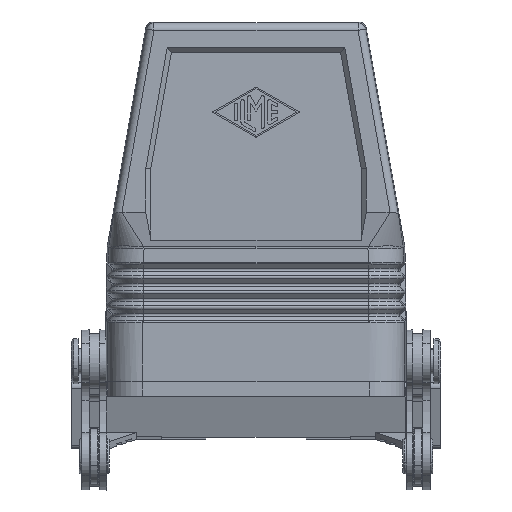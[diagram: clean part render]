
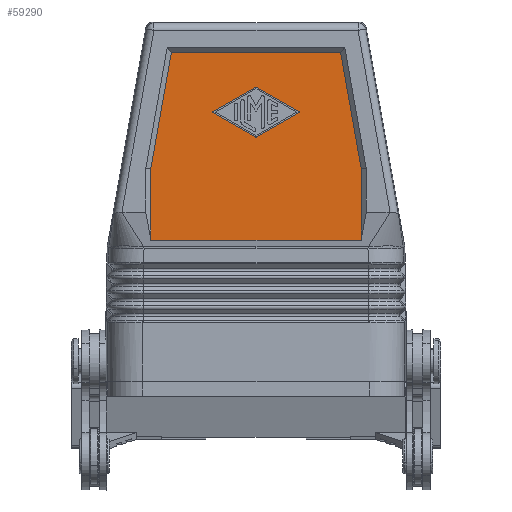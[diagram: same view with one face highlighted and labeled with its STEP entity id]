
A CAD part, left-side view. The second image highlights one B-rep face of the part: STEP entity #59290.
In plain terms, the highlighted planar face has unit normal (-1, 0, 0).
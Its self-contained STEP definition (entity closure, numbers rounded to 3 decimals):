
#58040=CARTESIAN_POINT('',(27.874,64.361,
44.579));
#58050=DIRECTION('',(1.,0.,0.));
#58060=DIRECTION('',(0.,1.,0.));
#58070=AXIS2_PLACEMENT_3D('',#58040,#58050,#58060);
#58080=PLANE('',#58070);
#58090=CARTESIAN_POINT('',(27.874,71.32,12.));
#58100=DIRECTION('',(0.,-0.,1.));
#58110=VECTOR('',#58100,1.);
#58120=LINE('',#58090,#58110);
#58130=CARTESIAN_POINT('',(27.874,71.32,
28.452));
#58140=VERTEX_POINT('',#58130);
#58150=CARTESIAN_POINT('',(27.874,71.32,
42.681));
#58160=VERTEX_POINT('',#58150);
#58170=EDGE_CURVE('',#58140,#58160,#58120,.T.);
#58180=ORIENTED_EDGE('',*,*,#58170,.F.);
#58190=CARTESIAN_POINT('',(27.874,76.73,12.));
#58200=DIRECTION('',(0.,-0.174,0.985));
#58210=VECTOR('',#58200,1.);
#58220=LINE('',#58190,#58210);
#58230=CARTESIAN_POINT('',(27.874,67.208,
66.));
#58240=VERTEX_POINT('',#58230);
#58250=EDGE_CURVE('',#58160,#58240,#58220,.T.);
#58260=ORIENTED_EDGE('',*,*,#58250,.F.);
#58270=CARTESIAN_POINT('',(27.874,0.,66.));
#58280=DIRECTION('',(0.,-1.,0.));
#58290=VECTOR('',#58280,1.);
#58300=LINE('',#58270,#58290);
#58310=CARTESIAN_POINT('',(27.874,33.412,66.));
#58320=VERTEX_POINT('',#58310);
#58330=EDGE_CURVE('',#58240,#58320,#58300,.T.);
#58340=ORIENTED_EDGE('',*,*,#58330,.F.);
#58350=CARTESIAN_POINT('',(27.874,23.89,12.));
#58360=DIRECTION('',(0.,0.174,0.985));
#58370=VECTOR('',#58360,1.);
#58380=LINE('',#58350,#58370);
#58390=CARTESIAN_POINT('',(27.874,29.3,
42.681));
#58400=VERTEX_POINT('',#58390);
#58410=EDGE_CURVE('',#58400,#58320,#58380,.T.);
#58420=ORIENTED_EDGE('',*,*,#58410,.T.);
#58430=CARTESIAN_POINT('',(27.874,29.3,12.));
#58440=DIRECTION('',(0.,0.,1.));
#58450=VECTOR('',#58440,1.);
#58460=LINE('',#58430,#58450);
#58470=CARTESIAN_POINT('',(27.874,29.3,
28.452));
#58480=VERTEX_POINT('',#58470);
#58490=EDGE_CURVE('',#58480,#58400,#58460,.T.);
#58500=ORIENTED_EDGE('',*,*,#58490,.T.);
#58510=CARTESIAN_POINT('',(27.874,0.,28.452));
#58520=DIRECTION('',(-0.,1.,0.));
#58530=VECTOR('',#58520,1.);
#58540=LINE('',#58510,#58530);
#58550=EDGE_CURVE('',#58480,#58140,#58540,.T.);
#58560=ORIENTED_EDGE('',*,*,#58550,.F.);
#58570=EDGE_LOOP('',(#58560,#58500,#58420,#58340,#58260,#58180));
#58580=FACE_OUTER_BOUND('',#58570,.T.);
#58590=CARTESIAN_POINT('',(27.874,0.,87.807));
#58600=DIRECTION('',(0.,0.868,-0.496));
#58610=VECTOR('',#58600,1.);
#58620=LINE('',#58590,#58610);
#58630=CARTESIAN_POINT('',(27.874,50.475,
58.956));
#58640=VERTEX_POINT('',#58630);
#58650=CARTESIAN_POINT('',(27.874,58.892,
54.145));
#58660=VERTEX_POINT('',#58650);
#58670=EDGE_CURVE('',#58640,#58660,#58620,.T.);
#58680=ORIENTED_EDGE('',*,*,#58670,.F.);
#58690=CARTESIAN_POINT('',(27.874,58.809,54.));
#58700=DIRECTION('',(-1.,0.,0.));
#58710=DIRECTION('',(0.,-1.,0.));
#58720=AXIS2_PLACEMENT_3D('',#58690,#58700,#58710);
#58730=CIRCLE('',#58720,0.167);
#58740=CARTESIAN_POINT('',(27.874,58.892,
53.855));
#58750=VERTEX_POINT('',#58740);
#58760=EDGE_CURVE('',#58660,#58750,#58730,.T.);
#58770=ORIENTED_EDGE('',*,*,#58760,.F.);
#58780=CARTESIAN_POINT('',(27.874,0.,20.193));
#58790=DIRECTION('',(0.,-0.868,-0.496));
#58800=VECTOR('',#58790,1.);
#58810=LINE('',#58780,#58800);
#58820=CARTESIAN_POINT('',(27.874,50.475,
49.044));
#58830=VERTEX_POINT('',#58820);
#58840=EDGE_CURVE('',#58750,#58830,#58810,.T.);
#58850=ORIENTED_EDGE('',*,*,#58840,.F.);
#58860=CARTESIAN_POINT('',(27.874,50.31,49.334));
#58870=DIRECTION('',(-1.,0.,0.));
#58880=DIRECTION('',(0.,-1.,0.));
#58890=AXIS2_PLACEMENT_3D('',#58860,#58870,#58880);
#58900=CIRCLE('',#58890,0.333);
#58910=CARTESIAN_POINT('',(27.874,50.145,
49.044));
#58920=VERTEX_POINT('',#58910);
#58930=EDGE_CURVE('',#58830,#58920,#58900,.T.);
#58940=ORIENTED_EDGE('',*,*,#58930,.F.);
#58950=CARTESIAN_POINT('',(27.874,0.,77.707));
#58960=DIRECTION('',(0.,-0.868,0.496));
#58970=VECTOR('',#58960,1.);
#58980=LINE('',#58950,#58970);
#58990=CARTESIAN_POINT('',(27.874,41.728,
53.855));
#59000=VERTEX_POINT('',#58990);
#59010=EDGE_CURVE('',#58920,#59000,#58980,.T.);
#59020=ORIENTED_EDGE('',*,*,#59010,.F.);
#59030=CARTESIAN_POINT('',(27.874,41.811,54.));
#59040=DIRECTION('',(-1.,0.,0.));
#59050=DIRECTION('',(0.,-1.,0.));
#59060=AXIS2_PLACEMENT_3D('',#59030,#59040,#59050);
#59070=CIRCLE('',#59060,0.167);
#59080=CARTESIAN_POINT('',(27.874,41.728,
54.145));
#59090=VERTEX_POINT('',#59080);
#59100=EDGE_CURVE('',#59000,#59090,#59070,.T.);
#59110=ORIENTED_EDGE('',*,*,#59100,.F.);
#59120=CARTESIAN_POINT('',(27.874,0.,30.293));
#59130=DIRECTION('',(0.,0.868,0.496));
#59140=VECTOR('',#59130,1.);
#59150=LINE('',#59120,#59140);
#59160=CARTESIAN_POINT('',(27.874,50.145,
58.956));
#59170=VERTEX_POINT('',#59160);
#59180=EDGE_CURVE('',#59090,#59170,#59150,.T.);
#59190=ORIENTED_EDGE('',*,*,#59180,.F.);
#59200=CARTESIAN_POINT('',(27.874,50.31,58.666));
#59210=DIRECTION('',(-1.,0.,0.));
#59220=DIRECTION('',(0.,-1.,0.));
#59230=AXIS2_PLACEMENT_3D('',#59200,#59210,#59220);
#59240=CIRCLE('',#59230,0.333);
#59250=EDGE_CURVE('',#59170,#58640,#59240,.T.);
#59260=ORIENTED_EDGE('',*,*,#59250,.F.);
#59270=EDGE_LOOP('',(#59260,#59190,#59110,#59020,#58940,#58850,#58770,
#58680));
#59280=FACE_BOUND('',#59270,.T.);
#59290=ADVANCED_FACE('',(#58580,#59280),#58080,.F.);
